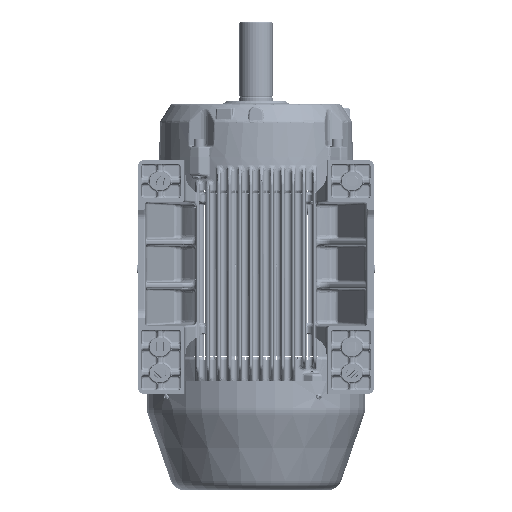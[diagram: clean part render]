
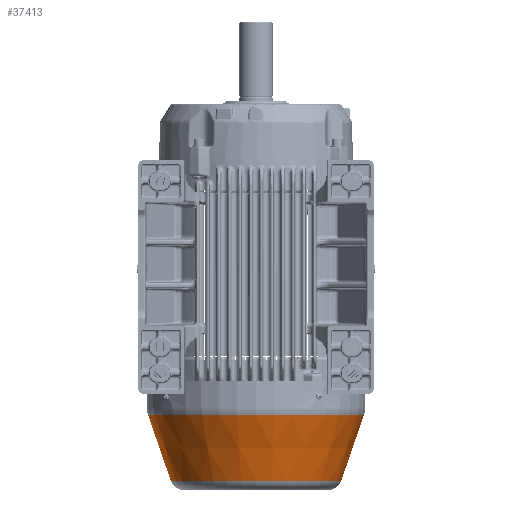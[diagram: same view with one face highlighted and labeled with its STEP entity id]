
A CAD part, front view. The second image highlights one B-rep face of the part: STEP entity #37413.
In plain terms, the highlighted conical face has half-angle 19 degrees and reference radius 123.91 mm.
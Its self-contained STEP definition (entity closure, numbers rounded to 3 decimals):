
#37413=ADVANCED_FACE('',(#39012,#39013),#38524,.T.);
#38524=CONICAL_SURFACE('',#125538,123.91,19.);
#39012=FACE_BOUND('',#45653,.T.);
#39013=FACE_BOUND('',#45654,.T.);
#45653=EDGE_LOOP('',(#75167));
#45654=EDGE_LOOP('',(#75168));
#75167=ORIENTED_EDGE('',*,*,#106907,.T.);
#75168=ORIENTED_EDGE('',*,*,#106908,.F.);
#89086=VERTEX_POINT('',#268246);
#89087=VERTEX_POINT('',#268249);
#106907=EDGE_CURVE('',#89086,#89086,#114977,.T.);
#106908=EDGE_CURVE('',#89087,#89087,#114978,.T.);
#114977=CIRCLE('',#125535,156.593);
#114978=CIRCLE('',#125537,123.91);
#125535=AXIS2_PLACEMENT_3D('',#268245,#150000,#150001);
#125537=AXIS2_PLACEMENT_3D('',#268248,#150004,#150005);
#125538=AXIS2_PLACEMENT_3D('',#268250,#150006,#150007);
#150000=DIRECTION('',(0.,0.,-1.));
#150001=DIRECTION('',(-1.,0.,0.));
#150004=DIRECTION('',(0.,0.,-1.));
#150005=DIRECTION('',(-1.,0.,0.));
#150006=DIRECTION('',(0.,0.,1.));
#150007=DIRECTION('',(1.,0.,0.));
#268245=CARTESIAN_POINT('',(0.,0.,-461.594));
#268246=CARTESIAN_POINT('',(-156.593,0.,-461.594));
#268248=CARTESIAN_POINT('',(0.,0.,-556.511));
#268249=CARTESIAN_POINT('',(-123.91,0.,-556.511));
#268250=CARTESIAN_POINT('',(0.,0.,-556.511));
